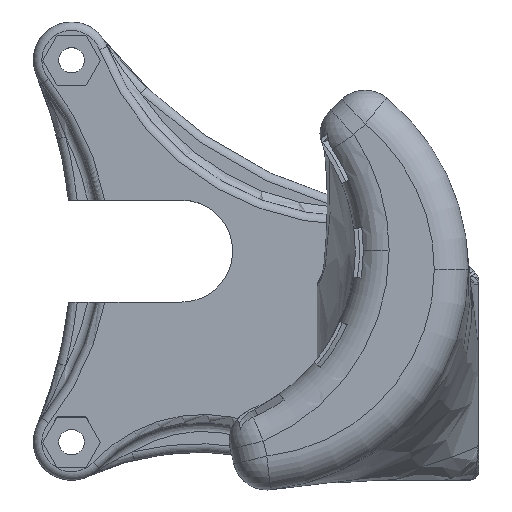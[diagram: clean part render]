
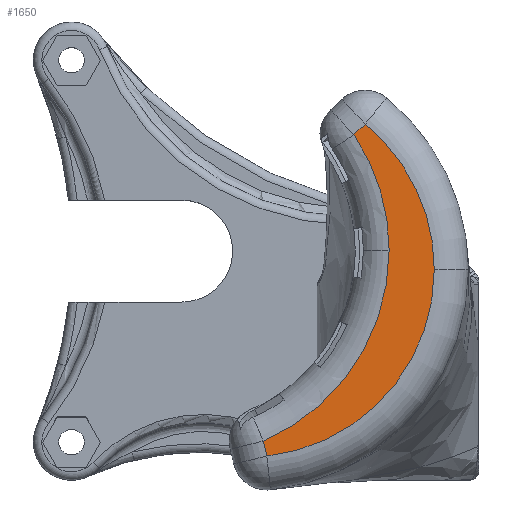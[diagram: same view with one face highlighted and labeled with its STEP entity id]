
A CAD part, top view. The second image highlights one B-rep face of the part: STEP entity #1650.
In plain terms, the highlighted planar face has unit normal (0, 0, 1).
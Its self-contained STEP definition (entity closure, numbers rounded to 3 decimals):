
#295 = EDGE_CURVE ( 'NONE', #5674, #11036, #5207, .T. ) ;
#334 = DIRECTION ( 'NONE',  ( 0., 0., -1. ) ) ;
#338 = DIRECTION ( 'NONE',  ( -0.728, -0.686, 0. ) ) ;
#372 = DIRECTION ( 'NONE',  ( 1., 0., 0. ) ) ;
#940 = AXIS2_PLACEMENT_3D ( 'NONE', #6524, #8487, #2830 ) ;
#997 = VERTEX_POINT ( 'NONE', #8123 ) ;
#1199 = ORIENTED_EDGE ( 'NONE', *, *, #7200, .T. ) ;
#1388 = EDGE_CURVE ( 'NONE', #997, #2652, #4402, .T. ) ;
#1650 = ADVANCED_FACE ( 'NONE', ( #2463 ), #3795, .T. ) ;
#1773 = DIRECTION ( 'NONE',  ( 1., 0., 0. ) ) ;
#2419 = DIRECTION ( 'NONE',  ( 0.237, -0.972, 0. ) ) ;
#2463 = FACE_OUTER_BOUND ( 'NONE', #6169, .T. ) ;
#2652 = VERTEX_POINT ( 'NONE', #10043 ) ;
#2810 = CARTESIAN_POINT ( 'NONE',  ( 0., 0., 56.253 ) ) ;
#2830 = DIRECTION ( 'NONE',  ( 1., 0., 0. ) ) ;
#2882 = ORIENTED_EDGE ( 'NONE', *, *, #1388, .T. ) ;
#2991 = DIRECTION ( 'NONE',  ( 0., 0., 1. ) ) ;
#3230 = CARTESIAN_POINT ( 'NONE',  ( 29.761, -2.27, 56.253 ) ) ;
#3641 = CARTESIAN_POINT ( 'NONE',  ( 10.029, -24.234, 56.253 ) ) ;
#3746 = AXIS2_PLACEMENT_3D ( 'NONE', #2810, #10518, #4783 ) ;
#3795 = PLANE ( 'NONE',  #940 ) ;
#3914 = CARTESIAN_POINT ( 'NONE',  ( 7.671, -2.27, 56.253 ) ) ;
#4159 = VECTOR ( 'NONE', #2419, 1000. ) ;
#4402 = LINE ( 'NONE', #5926, #11332 ) ;
#4438 = CIRCLE ( 'NONE', #11658, 22.09 ) ;
#4460 = CIRCLE ( 'NONE', #11724, 22.09 ) ;
#4783 = DIRECTION ( 'NONE',  ( 1., 0., 0. ) ) ;
#5005 = EDGE_CURVE ( 'NONE', #2652, #5674, #11312, .T. ) ;
#5207 = CIRCLE ( 'NONE', #3746, 24.443 ) ;
#5568 = ORIENTED_EDGE ( 'NONE', *, *, #6944, .T. ) ;
#5631 = ORIENTED_EDGE ( 'NONE', *, *, #5005, .T. ) ;
#5674 = VERTEX_POINT ( 'NONE', #10935 ) ;
#5717 = ORIENTED_EDGE ( 'NONE', *, *, #8511, .T. ) ;
#5926 = CARTESIAN_POINT ( 'NONE',  ( 2.744, -2.91, 56.253 ) ) ;
#6169 = EDGE_LOOP ( 'NONE', ( #5631, #7345, #5568, #5717, #1199, #2882 ) ) ;
#6338 = LINE ( 'NONE', #7234, #4159 ) ;
#6524 = CARTESIAN_POINT ( 'NONE',  ( 0., 0., 56.253 ) ) ;
#6944 = EDGE_CURVE ( 'NONE', #11036, #8322, #6338, .T. ) ;
#7200 = EDGE_CURVE ( 'NONE', #9287, #997, #4460, .T. ) ;
#7234 = CARTESIAN_POINT ( 'NONE',  ( 3.886, 0.948, 56.253 ) ) ;
#7345 = ORIENTED_EDGE ( 'NONE', *, *, #295, .T. ) ;
#7382 = CARTESIAN_POINT ( 'NONE',  ( 7.671, -2.27, 56.253 ) ) ;
#7620 = CARTESIAN_POINT ( 'NONE',  ( 9.601, -22.478, 56.253 ) ) ;
#8123 = CARTESIAN_POINT ( 'NONE',  ( 21.604, 14.872, 56.253 ) ) ;
#8322 = VERTEX_POINT ( 'NONE', #3641 ) ;
#8487 = DIRECTION ( 'NONE',  ( 0., 0., 1. ) ) ;
#8511 = EDGE_CURVE ( 'NONE', #8322, #9287, #4438, .T. ) ;
#9287 = VERTEX_POINT ( 'NONE', #3230 ) ;
#9542 = AXIS2_PLACEMENT_3D ( 'NONE', #11626, #334, #372 ) ;
#10043 = CARTESIAN_POINT ( 'NONE',  ( 20.289, 13.632, 56.253 ) ) ;
#10518 = DIRECTION ( 'NONE',  ( 0., 0., -1. ) ) ;
#10935 = CARTESIAN_POINT ( 'NONE',  ( 24.443, 0., 56.253 ) ) ;
#11036 = VERTEX_POINT ( 'NONE', #7620 ) ;
#11312 = CIRCLE ( 'NONE', #9542, 24.443 ) ;
#11332 = VECTOR ( 'NONE', #338, 1000. ) ;
#11512 = DIRECTION ( 'NONE',  ( 1., 0., 0. ) ) ;
#11626 = CARTESIAN_POINT ( 'NONE',  ( 0., 0., 56.253 ) ) ;
#11658 = AXIS2_PLACEMENT_3D ( 'NONE', #3914, #2991, #11512 ) ;
#11724 = AXIS2_PLACEMENT_3D ( 'NONE', #7382, #12198, #1773 ) ;
#12198 = DIRECTION ( 'NONE',  ( 0., 0., 1. ) ) ;
